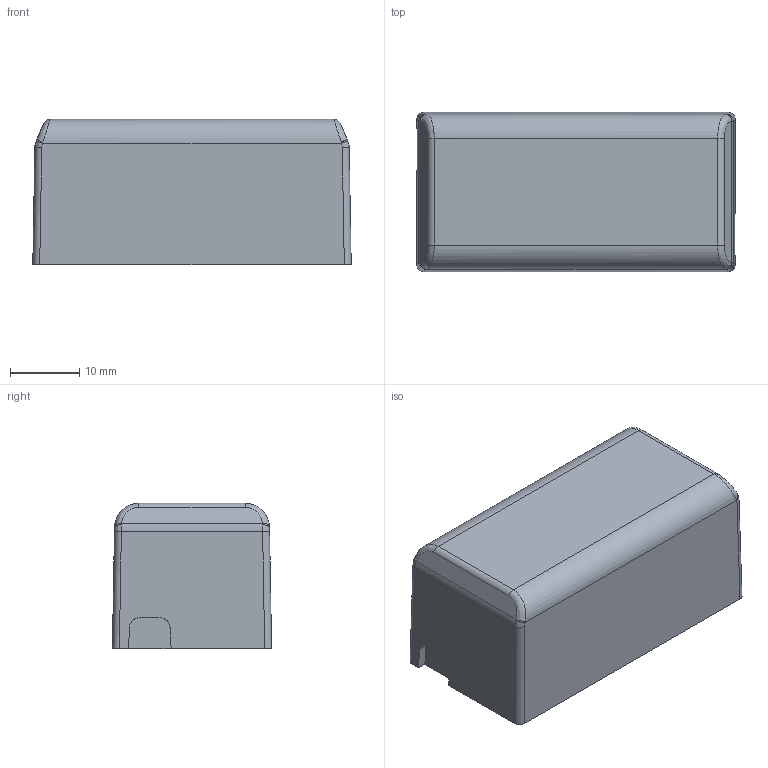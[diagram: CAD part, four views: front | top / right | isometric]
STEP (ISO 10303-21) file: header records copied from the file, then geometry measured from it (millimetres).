
FILE_DESCRIPTION(/* description */ (''),/* implementation_level */ '2;1');
FILE_NAME(/* name */ 'LS-6-3~2',/* time_stamp */ '2023-05-18T13:04:53+08:00',/* author */ (''),/* organization */ (''),/* preprocessor_version */ 'ST-DEVELOPER v16.5',/* originating_system */ '',/* authorisation */ '');
FILE_SCHEMA (('AUTOMOTIVE_DESIGN'));
Length unit declared in the file: millimetre
Products named in the file (1): Document
Bounding box: 46 x 23 x 21 mm (x, y, z)
Volume: 21266.5 mm3; surface area: 4716.1 mm2
Topology: 1 solids, 1 shells, 34 faces, 82 edges, 50 vertices
Faces by surface type: bspline 24, plane 10
Entity records: 1535 total; most frequent: CARTESIAN_POINT 1014, ORIENTED_EDGE 164, EDGE_CURVE 82, B_SPLINE_CURVE_WITH_KNOTS 66, VERTEX_POINT 50, ADVANCED_FACE 34, FACE_OUTER_BOUND 34, EDGE_LOOP 34
